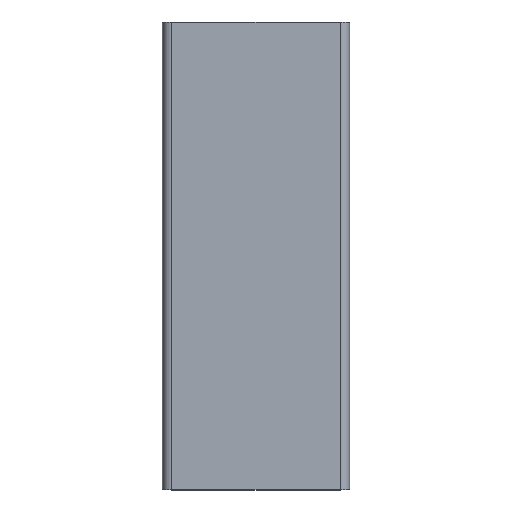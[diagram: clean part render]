
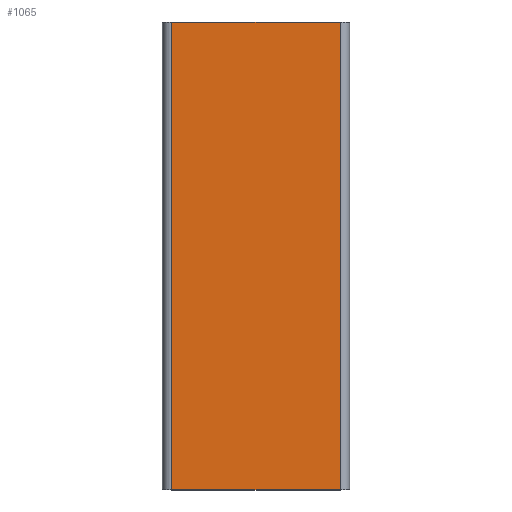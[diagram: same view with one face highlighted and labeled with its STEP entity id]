
A CAD part, top view. The second image highlights one B-rep face of the part: STEP entity #1065.
In plain terms, the highlighted planar face has unit normal (0, 0, 1).
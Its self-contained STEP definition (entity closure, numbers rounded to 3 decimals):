
#31 = DIRECTION ( 'NONE',  ( -1., 0., 0. ) ) ;
#85 = VERTEX_POINT ( 'NONE', #2317 ) ;
#120 = EDGE_CURVE ( 'NONE', #2870, #923, #3219, .T. ) ;
#127 = EDGE_CURVE ( 'NONE', #1182, #85, #4537, .T. ) ;
#280 = ORIENTED_EDGE ( 'NONE', *, *, #120, .T. ) ;
#386 = CARTESIAN_POINT ( 'NONE',  ( -36., 200., 20. ) ) ;
#403 = VECTOR ( 'NONE', #2386, 1000. ) ;
#504 = CARTESIAN_POINT ( 'NONE',  ( -36., 0., 20. ) ) ;
#568 = CARTESIAN_POINT ( 'NONE',  ( -36., 0., 20. ) ) ;
#629 = VECTOR ( 'NONE', #3600, 1000. ) ;
#715 = CARTESIAN_POINT ( 'NONE',  ( 36., 200., 20. ) ) ;
#923 = VERTEX_POINT ( 'NONE', #386 ) ;
#976 = VECTOR ( 'NONE', #4021, 1000. ) ;
#1065 = ADVANCED_FACE ( 'NONE', ( #5616 ), #4248, .T. ) ;
#1151 = CARTESIAN_POINT ( 'NONE',  ( -36., 0., 20. ) ) ;
#1182 = VERTEX_POINT ( 'NONE', #568 ) ;
#1477 = CARTESIAN_POINT ( 'NONE',  ( -36., 0., 20. ) ) ;
#1844 = DIRECTION ( 'NONE',  ( 1., 0., 0. ) ) ;
#1949 = ORIENTED_EDGE ( 'NONE', *, *, #2950, .T. ) ;
#2076 = LINE ( 'NONE', #5914, #629 ) ;
#2263 = EDGE_LOOP ( 'NONE', ( #4770, #1949, #280, #3111 ) ) ;
#2317 = CARTESIAN_POINT ( 'NONE',  ( 36., 0., 20. ) ) ;
#2365 = CARTESIAN_POINT ( 'NONE',  ( -36., 200., 20. ) ) ;
#2386 = DIRECTION ( 'NONE',  ( 1., 0., 0. ) ) ;
#2870 = VERTEX_POINT ( 'NONE', #715 ) ;
#2950 = EDGE_CURVE ( 'NONE', #85, #2870, #2076, .T. ) ;
#3111 = ORIENTED_EDGE ( 'NONE', *, *, #5219, .T. ) ;
#3219 = LINE ( 'NONE', #2365, #5849 ) ;
#3486 = LINE ( 'NONE', #1151, #976 ) ;
#3600 = DIRECTION ( 'NONE',  ( 0., 1., 0. ) ) ;
#4021 = DIRECTION ( 'NONE',  ( 0., -1., 0. ) ) ;
#4248 = PLANE ( 'NONE',  #5818 ) ;
#4537 = LINE ( 'NONE', #504, #403 ) ;
#4770 = ORIENTED_EDGE ( 'NONE', *, *, #127, .T. ) ;
#5172 = DIRECTION ( 'NONE',  ( 0., 0., 1. ) ) ;
#5219 = EDGE_CURVE ( 'NONE', #923, #1182, #3486, .T. ) ;
#5616 = FACE_OUTER_BOUND ( 'NONE', #2263, .T. ) ;
#5818 = AXIS2_PLACEMENT_3D ( 'NONE', #1477, #5172, #1844 ) ;
#5849 = VECTOR ( 'NONE', #31, 1000. ) ;
#5914 = CARTESIAN_POINT ( 'NONE',  ( 36., 0., 20. ) ) ;
